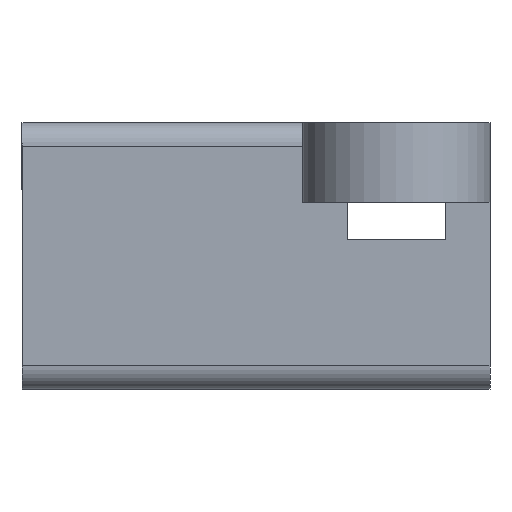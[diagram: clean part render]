
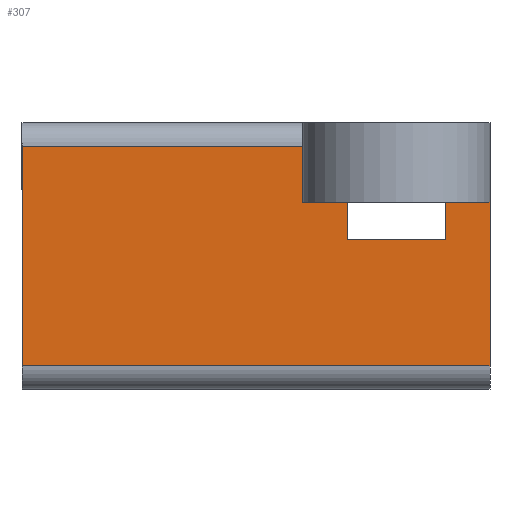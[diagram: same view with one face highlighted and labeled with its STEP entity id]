
A CAD part, left-side view. The second image highlights one B-rep face of the part: STEP entity #307.
In plain terms, the highlighted planar face has unit normal (-1, 0, 0).
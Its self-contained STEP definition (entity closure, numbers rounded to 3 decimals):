
#32 = VERTEX_POINT('',#33);
#33 = CARTESIAN_POINT('',(-7.4,0.,4.));
#40 = EDGE_CURVE('',#32,#41,#43,.T.);
#41 = VERTEX_POINT('',#42);
#42 = CARTESIAN_POINT('',(-7.4,0.,-5.4));
#43 = LINE('',#44,#45);
#44 = CARTESIAN_POINT('',(-7.4,0.,4.));
#45 = VECTOR('',#46,1.);
#46 = DIRECTION('',(0.,0.,-1.));
#289 = VERTEX_POINT('',#290);
#290 = CARTESIAN_POINT('',(-7.4,-12.,4.));
#297 = EDGE_CURVE('',#32,#289,#298,.T.);
#298 = LINE('',#299,#300);
#299 = CARTESIAN_POINT('',(-7.4,0.,4.));
#300 = VECTOR('',#301,1.);
#301 = DIRECTION('',(0.,-1.,0.));
#307 = ADVANCED_FACE('',(#308),#374,.F.);
#308 = FACE_BOUND('',#309,.F.);
#309 = EDGE_LOOP('',(#310,#311,#312,#320,#328,#336,#344,#352,#360,#368)
  );
#310 = ORIENTED_EDGE('',*,*,#40,.F.);
#311 = ORIENTED_EDGE('',*,*,#297,.T.);
#312 = ORIENTED_EDGE('',*,*,#313,.F.);
#313 = EDGE_CURVE('',#314,#289,#316,.T.);
#314 = VERTEX_POINT('',#315);
#315 = CARTESIAN_POINT('',(-7.4,-12.,1.6));
#316 = LINE('',#317,#318);
#317 = CARTESIAN_POINT('',(-7.4,-12.,4.5));
#318 = VECTOR('',#319,1.);
#319 = DIRECTION('',(0.,0.,1.));
#320 = ORIENTED_EDGE('',*,*,#321,.T.);
#321 = EDGE_CURVE('',#314,#322,#324,.T.);
#322 = VERTEX_POINT('',#323);
#323 = CARTESIAN_POINT('',(-7.4,-13.9,1.6));
#324 = LINE('',#325,#326);
#325 = CARTESIAN_POINT('',(-7.4,-8.,1.6));
#326 = VECTOR('',#327,1.);
#327 = DIRECTION('',(0.,-1.,0.));
#328 = ORIENTED_EDGE('',*,*,#329,.F.);
#329 = EDGE_CURVE('',#330,#322,#332,.T.);
#330 = VERTEX_POINT('',#331);
#331 = CARTESIAN_POINT('',(-7.4,-13.9,0.));
#332 = LINE('',#333,#334);
#333 = CARTESIAN_POINT('',(-7.4,-13.9,2.));
#334 = VECTOR('',#335,1.);
#335 = DIRECTION('',(0.,0.,1.));
#336 = ORIENTED_EDGE('',*,*,#337,.F.);
#337 = EDGE_CURVE('',#338,#330,#340,.T.);
#338 = VERTEX_POINT('',#339);
#339 = CARTESIAN_POINT('',(-7.4,-18.1,0.));
#340 = LINE('',#341,#342);
#341 = CARTESIAN_POINT('',(-7.4,-9.05,0.));
#342 = VECTOR('',#343,1.);
#343 = DIRECTION('',(0.,1.,0.));
#344 = ORIENTED_EDGE('',*,*,#345,.F.);
#345 = EDGE_CURVE('',#346,#338,#348,.T.);
#346 = VERTEX_POINT('',#347);
#347 = CARTESIAN_POINT('',(-7.4,-18.1,1.6));
#348 = LINE('',#349,#350);
#349 = CARTESIAN_POINT('',(-7.4,-18.1,3.8));
#350 = VECTOR('',#351,1.);
#351 = DIRECTION('',(0.,0.,-1.));
#352 = ORIENTED_EDGE('',*,*,#353,.T.);
#353 = EDGE_CURVE('',#346,#354,#356,.T.);
#354 = VERTEX_POINT('',#355);
#355 = CARTESIAN_POINT('',(-7.4,-20.,1.6));
#356 = LINE('',#357,#358);
#357 = CARTESIAN_POINT('',(-7.4,-8.,1.6));
#358 = VECTOR('',#359,1.);
#359 = DIRECTION('',(0.,-1.,0.));
#360 = ORIENTED_EDGE('',*,*,#361,.T.);
#361 = EDGE_CURVE('',#354,#362,#364,.T.);
#362 = VERTEX_POINT('',#363);
#363 = CARTESIAN_POINT('',(-7.4,-20.,-5.4));
#364 = LINE('',#365,#366);
#365 = CARTESIAN_POINT('',(-7.4,-20.,4.));
#366 = VECTOR('',#367,1.);
#367 = DIRECTION('',(0.,0.,-1.));
#368 = ORIENTED_EDGE('',*,*,#369,.F.);
#369 = EDGE_CURVE('',#41,#362,#370,.T.);
#370 = LINE('',#371,#372);
#371 = CARTESIAN_POINT('',(-7.4,0.,-5.4));
#372 = VECTOR('',#373,1.);
#373 = DIRECTION('',(0.,-1.,0.));
#374 = PLANE('',#375);
#375 = AXIS2_PLACEMENT_3D('',#376,#377,#378);
#376 = CARTESIAN_POINT('',(-7.4,0.,4.));
#377 = DIRECTION('',(1.,0.,0.));
#378 = DIRECTION('',(0.,0.,-1.));
